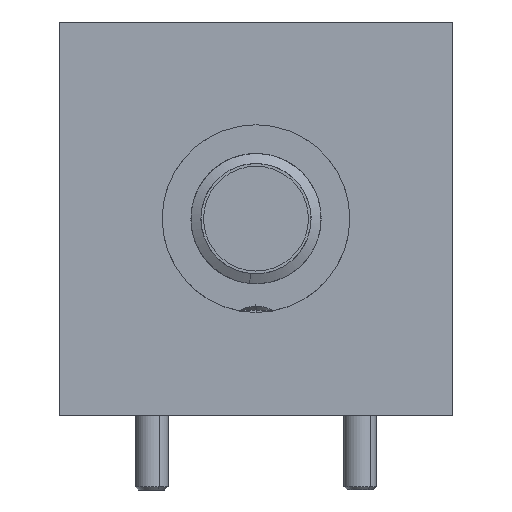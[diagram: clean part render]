
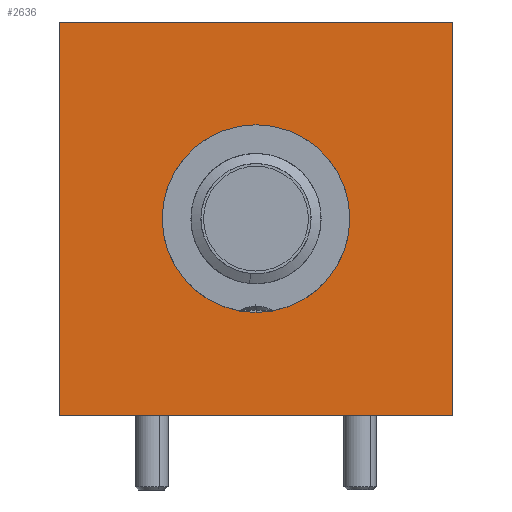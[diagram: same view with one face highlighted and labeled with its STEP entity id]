
A CAD part, left-side view. The second image highlights one B-rep face of the part: STEP entity #2636.
In plain terms, the highlighted planar face has unit normal (-1, 0, 0).
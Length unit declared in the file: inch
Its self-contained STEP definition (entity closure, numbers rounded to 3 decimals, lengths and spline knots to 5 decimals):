
#96 = DIRECTION ( 'NONE',  ( 1., 0., 0. ) ) ;
#358 = DIRECTION ( 'NONE',  ( 0., 0., 1. ) ) ;
#828 = FACE_BOUND ( 'NONE', #16318, .T. ) ;
#859 = ORIENTED_EDGE ( 'NONE', *, *, #10165, .T. ) ;
#863 = LINE ( 'NONE', #7649, #2201 ) ;
#1012 = AXIS2_PLACEMENT_3D ( 'NONE', #8355, #6958, #15155 ) ;
#1434 = EDGE_CURVE ( 'NONE', #14712, #9201, #863, .T. ) ;
#1515 = AXIS2_PLACEMENT_3D ( 'NONE', #15506, #96, #16700 ) ;
#1619 = ORIENTED_EDGE ( 'NONE', *, *, #7557, .F. ) ;
#1728 = CARTESIAN_POINT ( 'NONE',  ( -0.5775, 0.75, -0.375 ) ) ;
#1914 = CARTESIAN_POINT ( 'NONE',  ( -0.5775, 0.375, 0. ) ) ;
#2201 = VECTOR ( 'NONE', #6048, 39.37008 ) ;
#2272 = DIRECTION ( 'NONE',  ( 0., -1., 0. ) ) ;
#2325 = VERTEX_POINT ( 'NONE', #6185 ) ;
#2596 = CARTESIAN_POINT ( 'NONE',  ( -0.5775, 0.375, 0.179 ) ) ;
#2636 = ADVANCED_FACE ( 'NONE', ( #828, #17790 ), #14006, .F. ) ;
#2780 = CIRCLE ( 'NONE', #1012, 0.179 ) ;
#3049 = ORIENTED_EDGE ( 'NONE', *, *, #15562, .F. ) ;
#4034 = CARTESIAN_POINT ( 'NONE',  ( -0.5775, 0.75, 0.375 ) ) ;
#4358 = ORIENTED_EDGE ( 'NONE', *, *, #12411, .F. ) ;
#4373 = CIRCLE ( 'NONE', #5820, 0.179 ) ;
#4496 = CARTESIAN_POINT ( 'NONE',  ( -0.5775, 0., 0.375 ) ) ;
#5158 = CARTESIAN_POINT ( 'NONE',  ( -0.5775, 0., 0.375 ) ) ;
#5820 = AXIS2_PLACEMENT_3D ( 'NONE', #1914, #7693, #358 ) ;
#6048 = DIRECTION ( 'NONE',  ( 0., -1., 0. ) ) ;
#6185 = CARTESIAN_POINT ( 'NONE',  ( -0.5775, 0., -0.375 ) ) ;
#6322 = ORIENTED_EDGE ( 'NONE', *, *, #9981, .T. ) ;
#6958 = DIRECTION ( 'NONE',  ( -1., 0., 0. ) ) ;
#7557 = EDGE_CURVE ( 'NONE', #12863, #17107, #2780, .T. ) ;
#7649 = CARTESIAN_POINT ( 'NONE',  ( -0.5775, 0.75, 0.375 ) ) ;
#7693 = DIRECTION ( 'NONE',  ( -1., 0., 0. ) ) ;
#8355 = CARTESIAN_POINT ( 'NONE',  ( -0.5775, 0.375, 0. ) ) ;
#9201 = VERTEX_POINT ( 'NONE', #5158 ) ;
#9571 = LINE ( 'NONE', #12143, #13622 ) ;
#9894 = EDGE_LOOP ( 'NONE', ( #859, #10974, #3049, #6322 ) ) ;
#9981 = EDGE_CURVE ( 'NONE', #12930, #2325, #9571, .T. ) ;
#10158 = CARTESIAN_POINT ( 'NONE',  ( -0.5775, 0.75, 0.375 ) ) ;
#10165 = EDGE_CURVE ( 'NONE', #2325, #9201, #11449, .T. ) ;
#10974 = ORIENTED_EDGE ( 'NONE', *, *, #1434, .F. ) ;
#11449 = LINE ( 'NONE', #4496, #15390 ) ;
#12143 = CARTESIAN_POINT ( 'NONE',  ( -0.5775, 0.75, -0.375 ) ) ;
#12411 = EDGE_CURVE ( 'NONE', #17107, #12863, #4373, .T. ) ;
#12863 = VERTEX_POINT ( 'NONE', #17251 ) ;
#12930 = VERTEX_POINT ( 'NONE', #1728 ) ;
#13007 = DIRECTION ( 'NONE',  ( 0., 0., 1. ) ) ;
#13622 = VECTOR ( 'NONE', #2272, 39.37008 ) ;
#14006 = PLANE ( 'NONE',  #1515 ) ;
#14712 = VERTEX_POINT ( 'NONE', #10158 ) ;
#15155 = DIRECTION ( 'NONE',  ( 0., 0., 1. ) ) ;
#15228 = DIRECTION ( 'NONE',  ( 0., 0., 1. ) ) ;
#15390 = VECTOR ( 'NONE', #13007, 39.37008 ) ;
#15506 = CARTESIAN_POINT ( 'NONE',  ( -0.5775, 0.75, 0.375 ) ) ;
#15562 = EDGE_CURVE ( 'NONE', #12930, #14712, #16516, .T. ) ;
#16318 = EDGE_LOOP ( 'NONE', ( #4358, #1619 ) ) ;
#16416 = VECTOR ( 'NONE', #15228, 39.37008 ) ;
#16516 = LINE ( 'NONE', #4034, #16416 ) ;
#16700 = DIRECTION ( 'NONE',  ( 0., 0., -1. ) ) ;
#17107 = VERTEX_POINT ( 'NONE', #2596 ) ;
#17251 = CARTESIAN_POINT ( 'NONE',  ( -0.5775, 0.375, -0.179 ) ) ;
#17790 = FACE_OUTER_BOUND ( 'NONE', #9894, .T. ) ;
